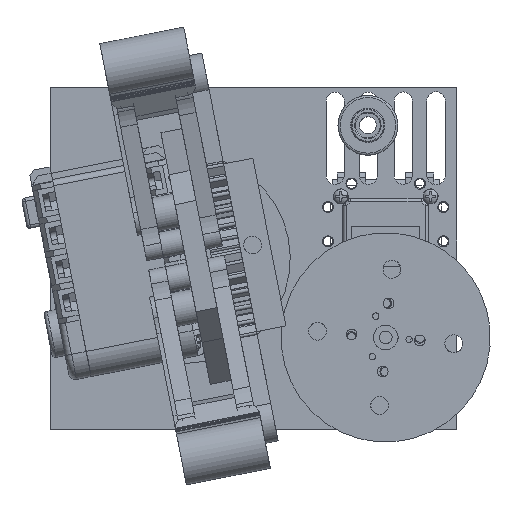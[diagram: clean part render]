
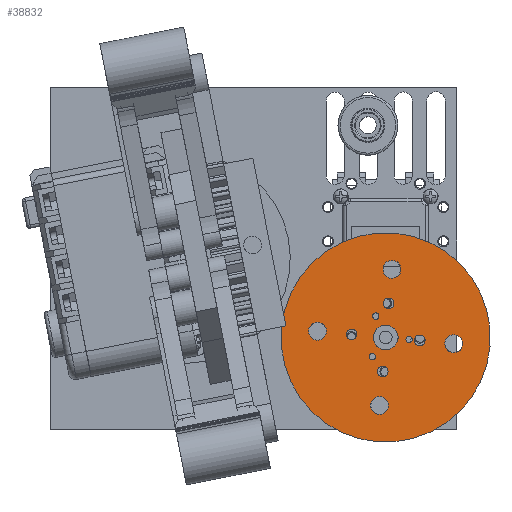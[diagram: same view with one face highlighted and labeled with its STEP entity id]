
A CAD part, front view. The second image highlights one B-rep face of the part: STEP entity #38832.
In plain terms, the highlighted face is planar.
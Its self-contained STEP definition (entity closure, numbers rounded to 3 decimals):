
#2460=FACE_BOUND('',#7092,.T.);
#2461=FACE_BOUND('',#7093,.T.);
#2462=FACE_BOUND('',#7094,.T.);
#2463=FACE_BOUND('',#7095,.T.);
#2464=FACE_BOUND('',#7096,.T.);
#2465=FACE_BOUND('',#7097,.T.);
#2466=FACE_BOUND('',#7098,.T.);
#2467=FACE_BOUND('',#7099,.T.);
#2468=FACE_BOUND('',#7100,.T.);
#2469=FACE_BOUND('',#7101,.T.);
#2470=FACE_BOUND('',#7102,.T.);
#2471=FACE_BOUND('',#7103,.T.);
#3282=CIRCLE('',#41881,2.1);
#3284=CIRCLE('',#41884,2.1);
#3286=CIRCLE('',#41887,2.1);
#3288=CIRCLE('',#41890,2.1);
#3291=CIRCLE('',#41894,2.9);
#3293=CIRCLE('',#41897,1.25);
#3295=CIRCLE('',#41900,1.25);
#3297=CIRCLE('',#41903,1.25);
#3299=CIRCLE('',#41906,0.75);
#3301=CIRCLE('',#41909,0.75);
#3303=CIRCLE('',#41912,0.75);
#3306=CIRCLE('',#41916,1.25);
#3307=CIRCLE('',#41917,1.25);
#3308=CIRCLE('',#41919,24.5);
#5070=FACE_OUTER_BOUND('',#7091,.T.);
#7091=EDGE_LOOP('',(#30195));
#7092=EDGE_LOOP('',(#30196));
#7093=EDGE_LOOP('',(#30197));
#7094=EDGE_LOOP('',(#30198));
#7095=EDGE_LOOP('',(#30199));
#7096=EDGE_LOOP('',(#30200));
#7097=EDGE_LOOP('',(#30201));
#7098=EDGE_LOOP('',(#30202));
#7099=EDGE_LOOP('',(#30203));
#7100=EDGE_LOOP('',(#30204));
#7101=EDGE_LOOP('',(#30205));
#7102=EDGE_LOOP('',(#30206));
#7103=EDGE_LOOP('',(#30207,#30208));
#17267=VERTEX_POINT('',#65324);
#17269=VERTEX_POINT('',#65330);
#17271=VERTEX_POINT('',#65336);
#17273=VERTEX_POINT('',#65342);
#17276=VERTEX_POINT('',#65350);
#17278=VERTEX_POINT('',#65356);
#17280=VERTEX_POINT('',#65362);
#17282=VERTEX_POINT('',#65368);
#17284=VERTEX_POINT('',#65374);
#17286=VERTEX_POINT('',#65380);
#17288=VERTEX_POINT('',#65386);
#17291=VERTEX_POINT('',#65394);
#17292=VERTEX_POINT('',#65396);
#17293=VERTEX_POINT('',#65400);
#21980=EDGE_CURVE('',#17267,#17267,#3282,.T.);
#21983=EDGE_CURVE('',#17269,#17269,#3284,.T.);
#21986=EDGE_CURVE('',#17271,#17271,#3286,.T.);
#21989=EDGE_CURVE('',#17273,#17273,#3288,.T.);
#21994=EDGE_CURVE('',#17276,#17276,#3291,.T.);
#21997=EDGE_CURVE('',#17278,#17278,#3293,.T.);
#22000=EDGE_CURVE('',#17280,#17280,#3295,.T.);
#22003=EDGE_CURVE('',#17282,#17282,#3297,.T.);
#22006=EDGE_CURVE('',#17284,#17284,#3299,.T.);
#22009=EDGE_CURVE('',#17286,#17286,#3301,.T.);
#22012=EDGE_CURVE('',#17288,#17288,#3303,.T.);
#22016=EDGE_CURVE('',#17292,#17291,#3306,.T.);
#22017=EDGE_CURVE('',#17291,#17292,#3307,.T.);
#22018=EDGE_CURVE('',#17293,#17293,#3308,.F.);
#30195=ORIENTED_EDGE('',*,*,#22018,.T.);
#30196=ORIENTED_EDGE('',*,*,#21980,.T.);
#30197=ORIENTED_EDGE('',*,*,#21983,.T.);
#30198=ORIENTED_EDGE('',*,*,#21986,.T.);
#30199=ORIENTED_EDGE('',*,*,#21989,.T.);
#30200=ORIENTED_EDGE('',*,*,#21994,.T.);
#30201=ORIENTED_EDGE('',*,*,#21997,.T.);
#30202=ORIENTED_EDGE('',*,*,#22000,.T.);
#30203=ORIENTED_EDGE('',*,*,#22003,.T.);
#30204=ORIENTED_EDGE('',*,*,#22006,.T.);
#30205=ORIENTED_EDGE('',*,*,#22009,.T.);
#30206=ORIENTED_EDGE('',*,*,#22012,.T.);
#30207=ORIENTED_EDGE('',*,*,#22016,.T.);
#30208=ORIENTED_EDGE('',*,*,#22017,.T.);
#37280=PLANE('',#41922);
#38832=ADVANCED_FACE('',(#5070,#2460,#2461,#2462,#2463,#2464,#2465,#2466,
#2467,#2468,#2469,#2470,#2471),#37280,.T.);
#41881=AXIS2_PLACEMENT_3D('',#65325,#48114,#48115);
#41884=AXIS2_PLACEMENT_3D('',#65331,#48121,#48122);
#41887=AXIS2_PLACEMENT_3D('',#65337,#48128,#48129);
#41890=AXIS2_PLACEMENT_3D('',#65343,#48135,#48136);
#41894=AXIS2_PLACEMENT_3D('',#65352,#48145,#48146);
#41897=AXIS2_PLACEMENT_3D('',#65358,#48152,#48153);
#41900=AXIS2_PLACEMENT_3D('',#65364,#48159,#48160);
#41903=AXIS2_PLACEMENT_3D('',#65370,#48166,#48167);
#41906=AXIS2_PLACEMENT_3D('',#65376,#48173,#48174);
#41909=AXIS2_PLACEMENT_3D('',#65382,#48180,#48181);
#41912=AXIS2_PLACEMENT_3D('',#65388,#48187,#48188);
#41916=AXIS2_PLACEMENT_3D('',#65397,#48196,#48197);
#41917=AXIS2_PLACEMENT_3D('',#65398,#48198,#48199);
#41919=AXIS2_PLACEMENT_3D('',#65401,#48202,#48203);
#41922=AXIS2_PLACEMENT_3D('',#65406,#48209,#48210);
#48114=DIRECTION('center_axis',(0.,-1.,0.));
#48115=DIRECTION('ref_axis',(-1.,0.,0.));
#48121=DIRECTION('center_axis',(0.,-1.,0.));
#48122=DIRECTION('ref_axis',(-1.,0.,0.));
#48128=DIRECTION('center_axis',(0.,-1.,0.));
#48129=DIRECTION('ref_axis',(-1.,0.,0.));
#48135=DIRECTION('center_axis',(0.,-1.,0.));
#48136=DIRECTION('ref_axis',(-1.,0.,0.));
#48145=DIRECTION('center_axis',(0.,-1.,0.));
#48146=DIRECTION('ref_axis',(1.,0.,0.));
#48152=DIRECTION('center_axis',(0.,-1.,0.));
#48153=DIRECTION('ref_axis',(1.,0.,0.));
#48159=DIRECTION('center_axis',(0.,-1.,0.));
#48160=DIRECTION('ref_axis',(1.,0.,0.));
#48166=DIRECTION('center_axis',(0.,-1.,0.));
#48167=DIRECTION('ref_axis',(1.,0.,0.));
#48173=DIRECTION('center_axis',(0.,-1.,0.));
#48174=DIRECTION('ref_axis',(1.,0.,0.));
#48180=DIRECTION('center_axis',(0.,-1.,0.));
#48181=DIRECTION('ref_axis',(1.,0.,0.));
#48187=DIRECTION('center_axis',(0.,-1.,0.));
#48188=DIRECTION('ref_axis',(1.,0.,0.));
#48196=DIRECTION('center_axis',(0.,-1.,0.));
#48197=DIRECTION('ref_axis',(-0.2,0.,0.98));
#48198=DIRECTION('center_axis',(0.,-1.,0.));
#48199=DIRECTION('ref_axis',(-0.2,0.,0.98));
#48202=DIRECTION('center_axis',(0.,-1.,0.));
#48203=DIRECTION('ref_axis',(1.,0.,0.));
#48209=DIRECTION('center_axis',(0.,1.,0.));
#48210=DIRECTION('ref_axis',(0.,0.,1.));
#65324=CARTESIAN_POINT('',(18.1,3.,0.086));
#65325=CARTESIAN_POINT('Origin',(16.,3.,0.086));
#65330=CARTESIAN_POINT('',(-13.9,3.,-0.086));
#65331=CARTESIAN_POINT('Origin',(-16.,3.,-0.086));
#65336=CARTESIAN_POINT('',(2.186,3.,-16.));
#65337=CARTESIAN_POINT('Origin',(0.086,3.,-16.));
#65342=CARTESIAN_POINT('',(2.014,3.,16.));
#65343=CARTESIAN_POINT('Origin',(-0.086,3.,16.));
#65350=CARTESIAN_POINT('',(-2.9,3.,0.));
#65352=CARTESIAN_POINT('Origin',(0.,3.,0.));
#65356=CARTESIAN_POINT('',(6.75,3.,0.));
#65358=CARTESIAN_POINT('Origin',(8.,3.,0.));
#65362=CARTESIAN_POINT('',(-1.25,3.,-8.));
#65364=CARTESIAN_POINT('Origin',(0.,3.,-8.));
#65368=CARTESIAN_POINT('',(-9.25,3.,0.));
#65370=CARTESIAN_POINT('Origin',(-8.,3.,0.));
#65374=CARTESIAN_POINT('',(4.013,3.,2.75));
#65376=CARTESIAN_POINT('Origin',(4.763,3.,2.75));
#65380=CARTESIAN_POINT('',(-5.513,3.,2.75));
#65382=CARTESIAN_POINT('Origin',(-4.763,3.,2.75));
#65386=CARTESIAN_POINT('',(-0.75,3.,-5.5));
#65388=CARTESIAN_POINT('Origin',(0.,3.,-5.5));
#65394=CARTESIAN_POINT('',(0.25,3.,6.775));
#65396=CARTESIAN_POINT('',(0.25,3.,9.225));
#65397=CARTESIAN_POINT('Origin',(0.,3.,8.));
#65398=CARTESIAN_POINT('Origin',(0.,3.,8.));
#65400=CARTESIAN_POINT('',(-24.5,3.,0.));
#65401=CARTESIAN_POINT('Origin',(0.,3.,0.));
#65406=CARTESIAN_POINT('Origin',(0.,3.,0.));
